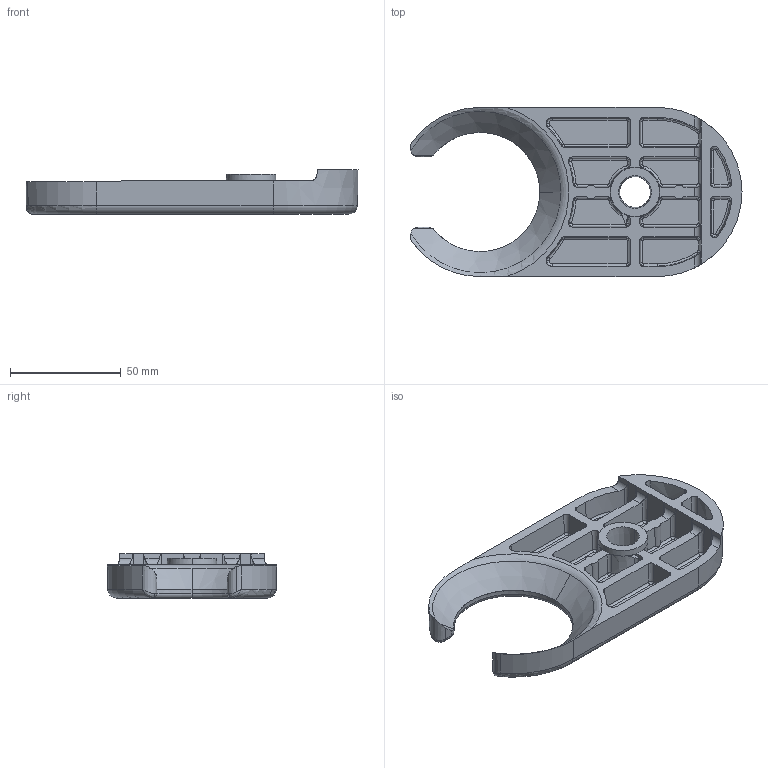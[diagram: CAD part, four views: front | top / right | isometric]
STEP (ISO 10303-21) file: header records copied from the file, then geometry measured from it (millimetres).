
FILE_DESCRIPTION (( 'STEP AP214' ), '1' );
FILE_NAME ('098bi080zs.STEP', '2014-08-13T09:07:05', ( '' ), ( '' ), 'SwSTEP 2.0', 'SolidWorks 2014', '' );
FILE_SCHEMA (( 'AUTOMOTIVE_DESIGN' ));
Length unit declared in the file: millimetre
Products named in the file (1): 098bi080zs
Bounding box: 150.09 x 76.52 x 20 mm (x, y, z)
Volume: 77254 mm3; surface area: 31291 mm2
Topology: 1 solids, 1 shells, 259 faces, 634 edges, 383 vertices
Faces by surface type: cone 74, torus 73, plane 61, cylinder 47, bspline 4
Entity records: 8112 total; most frequent: CARTESIAN_POINT 1897, DIRECTION 1412, ORIENTED_EDGE 1264, EDGE_CURVE 632, AXIS2_PLACEMENT_3D 586, VERTEX_POINT 383, CIRCLE 330, EDGE_LOOP 269
